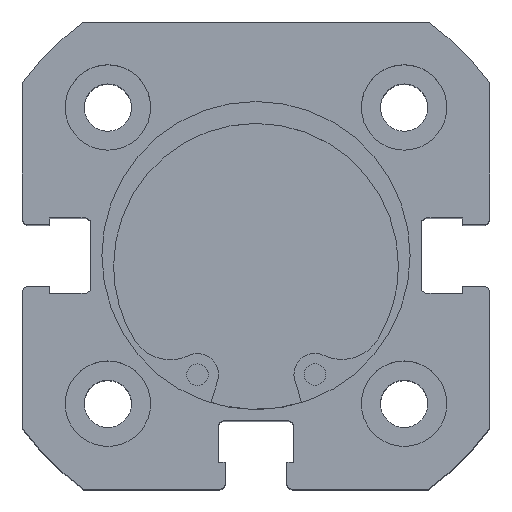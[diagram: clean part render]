
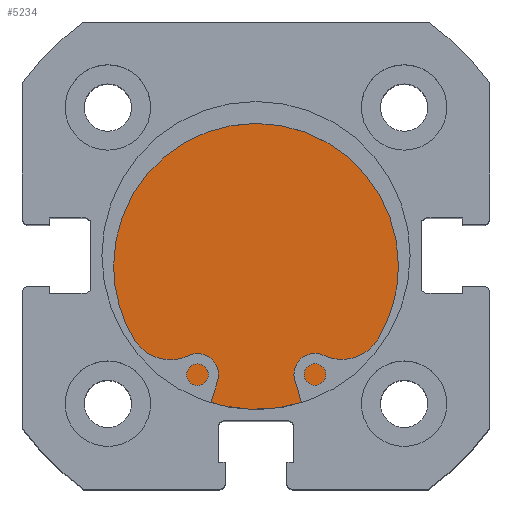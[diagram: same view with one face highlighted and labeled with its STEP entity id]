
A CAD part, top view. The second image highlights one B-rep face of the part: STEP entity #5234.
In plain terms, the highlighted face is planar.
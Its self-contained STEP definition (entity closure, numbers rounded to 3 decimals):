
#48 = DIRECTION ( 'NONE',  ( 0., 0., 1. ) ) ;
#49 = DIRECTION ( 'NONE',  ( -1., 0., 0. ) ) ;
#51 = CARTESIAN_POINT ( 'NONE',  ( 6., 0., 0. ) ) ;
#139 = DIRECTION ( 'NONE',  ( 0., 0., 1. ) ) ;
#140 = DIRECTION ( 'NONE',  ( -1., 0., 0. ) ) ;
#143 = CARTESIAN_POINT ( 'NONE',  ( 6., 0., 0. ) ) ;
#160 = CIRCLE ( 'NONE', #1901, 13.5 ) ;
#195 = CIRCLE ( 'NONE', #1881, 13.5 ) ;
#1025 = CARTESIAN_POINT ( 'NONE',  ( 6., 0., 13.5 ) ) ;
#1056 = CARTESIAN_POINT ( 'NONE',  ( 6., 0., -13.5 ) ) ;
#1597 = FACE_OUTER_BOUND ( 'NONE', #2580, .T. ) ;
#1881 = AXIS2_PLACEMENT_3D ( 'NONE', #51, #49, #48 ) ;
#1901 = AXIS2_PLACEMENT_3D ( 'NONE', #143, #140, #139 ) ;
#2096 = EDGE_CURVE ( 'NONE', #5642, #5673, #160, .T. ) ;
#2124 = EDGE_CURVE ( 'NONE', #5673, #5642, #195, .T. ) ;
#2580 = EDGE_LOOP ( 'NONE', ( #4930, #5079 ) ) ;
#3044 = DIRECTION ( 'NONE',  ( 0., 0., 1. ) ) ;
#3045 = DIRECTION ( 'NONE',  ( -1., 0., 0. ) ) ;
#3047 = PLANE ( 'NONE',  #5415 ) ;
#3048 = CARTESIAN_POINT ( 'NONE',  ( 6., 13.5, 0. ) ) ;
#4930 = ORIENTED_EDGE ( 'NONE', *, *, #2096, .F. ) ;
#5079 = ORIENTED_EDGE ( 'NONE', *, *, #2124, .F. ) ;
#5234 = ADVANCED_FACE ( 'NONE', ( #1597 ), #3047, .F. ) ;
#5415 = AXIS2_PLACEMENT_3D ( 'NONE', #3048, #3045, #3044 ) ;
#5642 = VERTEX_POINT ( 'NONE', #1025 ) ;
#5673 = VERTEX_POINT ( 'NONE', #1056 ) ;
